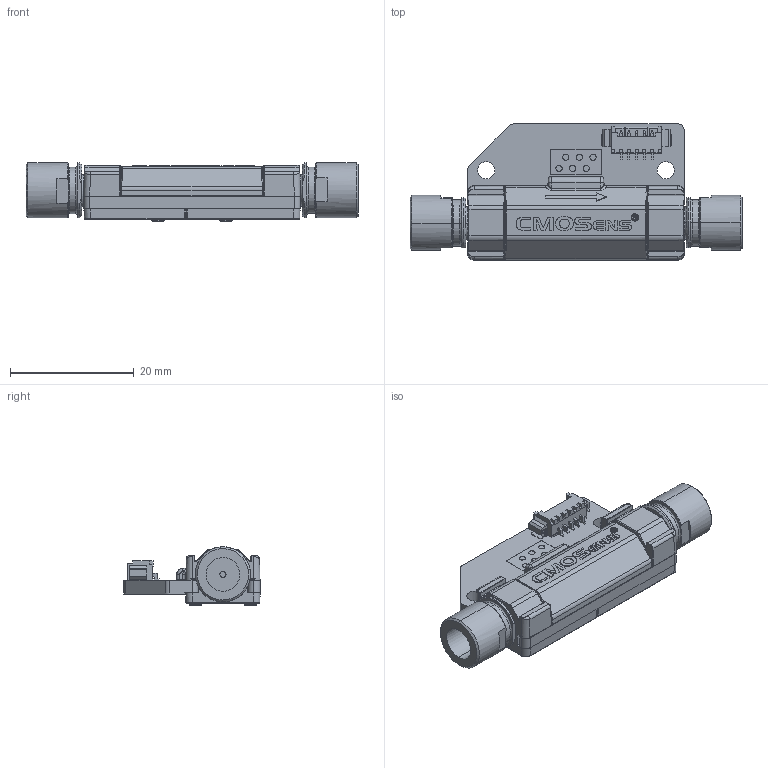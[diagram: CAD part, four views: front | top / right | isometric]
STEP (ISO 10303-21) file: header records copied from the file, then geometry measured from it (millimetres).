
FILE_DESCRIPTION (( 'STEP AP214' ), '1' );
FILE_NAME ('101694-_-LG16-1000.STEP', '2013-08-08T08:54:23', ( 'WS7DELL004' ), ( '' ), 'SwSTEP 2.0', 'SolidWorks 2013', '' );
FILE_SCHEMA (( 'AUTOMOTIVE_DESIGN' ));
Length unit declared in the file: millimetre
Products named in the file (2): 101692_00; 101694-_-LG16-1000
Assembly tree (1 placements, depth 2):
  101694-_-LG16-1000
    101692_00
Bounding box: 53.66 x 22 x 9.43 mm (x, y, z)
Volume: 4668.1 mm3; surface area: 3946.4 mm2
Topology: 2 solids, 3 shells, 1020 faces, 2632 edges, 1645 vertices
Faces by surface type: plane 524, cylinder 267, bspline 129, torus 64, cone 22, sphere 14
Entity records: 43057 total; most frequent: CARTESIAN_POINT 8476, ORIENTED_EDGE 5236, DIRECTION 4465, EDGE_CURVE 2618, VERTEX_POINT 1645, LINE 1635, VECTOR 1635, AXIS2_PLACEMENT_3D 1415
